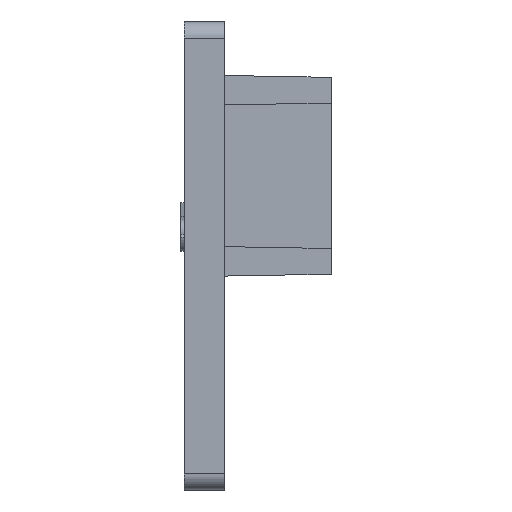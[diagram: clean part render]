
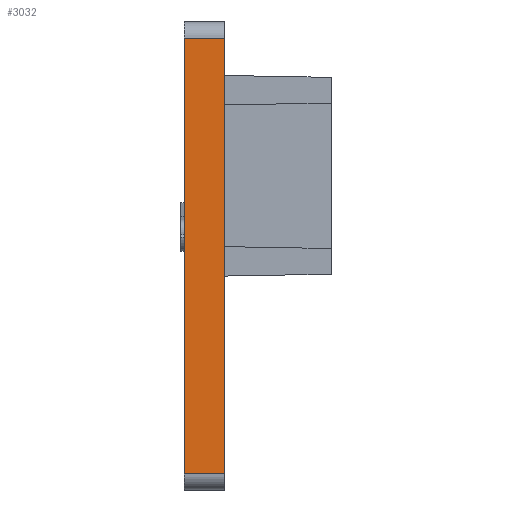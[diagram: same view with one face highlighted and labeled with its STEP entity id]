
A CAD part, left-side view. The second image highlights one B-rep face of the part: STEP entity #3032.
In plain terms, the highlighted planar face has unit normal (-1, 0, 0).
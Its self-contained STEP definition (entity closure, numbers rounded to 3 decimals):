
#280=FACE_OUTER_BOUND('',#446,.T.);
#446=EDGE_LOOP('',(#1986,#1987,#1988,#1989));
#618=LINE('',#4149,#906);
#619=LINE('',#4151,#907);
#620=LINE('',#4153,#908);
#621=LINE('',#4154,#909);
#906=VECTOR('',#3423,3.);
#907=VECTOR('',#3424,32.6);
#908=VECTOR('',#3425,3.);
#909=VECTOR('',#3426,32.6);
#1194=VERTEX_POINT('',#4147);
#1195=VERTEX_POINT('',#4148);
#1196=VERTEX_POINT('',#4150);
#1197=VERTEX_POINT('',#4152);
#1510=EDGE_CURVE('',#1194,#1195,#618,.T.);
#1511=EDGE_CURVE('',#1196,#1195,#619,.T.);
#1512=EDGE_CURVE('',#1197,#1196,#620,.T.);
#1513=EDGE_CURVE('',#1194,#1197,#621,.T.);
#1986=ORIENTED_EDGE('',*,*,#1510,.T.);
#1987=ORIENTED_EDGE('',*,*,#1511,.F.);
#1988=ORIENTED_EDGE('',*,*,#1512,.F.);
#1989=ORIENTED_EDGE('',*,*,#1513,.F.);
#2938=PLANE('',#3201);
#3032=ADVANCED_FACE('',(#280),#2938,.T.);
#3201=AXIS2_PLACEMENT_3D('',#4146,#3421,#3422);
#3421=DIRECTION('center_axis',(-1.,0.,0.));
#3422=DIRECTION('ref_axis',(0.,0.,1.));
#3423=DIRECTION('',(0.,-1.,0.));
#3424=DIRECTION('',(0.,0.,-1.));
#3425=DIRECTION('',(0.,-1.,0.));
#3426=DIRECTION('',(0.,0.,1.));
#4146=CARTESIAN_POINT('Origin',(-19.6,-1.5,-35.));
#4147=CARTESIAN_POINT('',(-19.6,1.5,-33.8));
#4148=CARTESIAN_POINT('',(-19.6,-1.5,-33.8));
#4149=CARTESIAN_POINT('',(-19.6,1.5,-33.8));
#4150=CARTESIAN_POINT('',(-19.6,-1.5,-1.2));
#4151=CARTESIAN_POINT('',(-19.6,-1.5,-1.2));
#4152=CARTESIAN_POINT('',(-19.6,1.5,-1.2));
#4153=CARTESIAN_POINT('',(-19.6,1.5,-1.2));
#4154=CARTESIAN_POINT('',(-19.6,1.5,-33.8));
